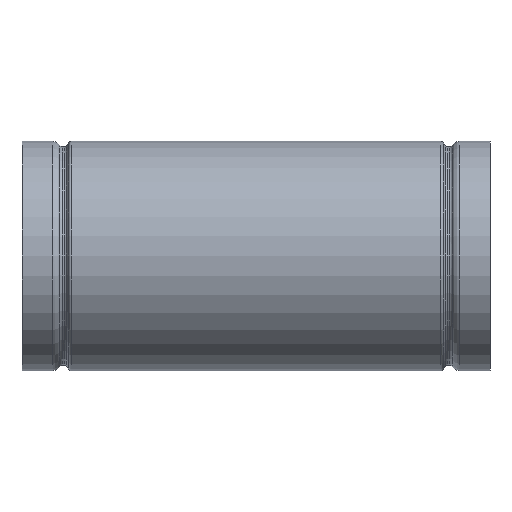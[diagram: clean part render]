
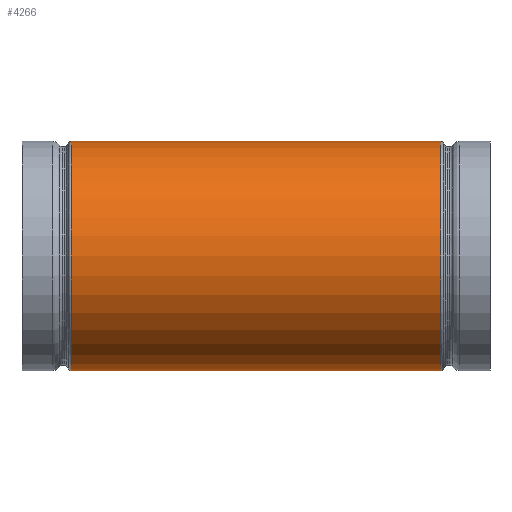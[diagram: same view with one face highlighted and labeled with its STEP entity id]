
A CAD part, front view. The second image highlights one B-rep face of the part: STEP entity #4266.
In plain terms, the highlighted cylindrical face has radius 57.15 mm (diameter 114.3 mm), a full revolution.
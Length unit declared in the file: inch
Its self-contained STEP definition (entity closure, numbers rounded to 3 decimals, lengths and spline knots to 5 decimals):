
#166 = CARTESIAN_POINT ( 'NONE',  ( -3.62349, 2.25, 0. ) ) ;
#243 = CARTESIAN_POINT ( 'NONE',  ( 3.62349, -2.25, 0. ) ) ;
#1275 = AXIS2_PLACEMENT_3D ( 'NONE', #11655, #2567, #6434 ) ;
#1665 = CARTESIAN_POINT ( 'NONE',  ( 2.18398, 2.06903, 0.93259 ) ) ;
#2394 = CARTESIAN_POINT ( 'NONE',  ( -0.3553, 0.3366, 2.25 ) ) ;
#2468 = CARTESIAN_POINT ( 'NONE',  ( -1.06581, 1.00971, 2.09669 ) ) ;
#2533 = CARTESIAN_POINT ( 'NONE',  ( -2.39459, 2.26856, 0.28754 ) ) ;
#2567 = DIRECTION ( 'NONE',  ( 1., 0., 0. ) ) ;
#2890 = B_SPLINE_CURVE_WITH_KNOTS ( 'NONE', 3,
 ( #9546, #14422, #16243, #14353, #6109, #11113, #5903, #2533, #5972, #7842, #2468, #2394, #17660 ),
 .UNSPECIFIED., .F., .F.,
 ( 4, 1, 1, 1, 1, 1, 1, 1, 1, 1, 4 ),
 ( 0., 0.14286, 0.21429, 0.28571, 0.35714, 0.42857, 0.57143, 0.61905, 0.71429, 0.85714, 1. ),
 .UNSPECIFIED. ) ;
#3749 = DIRECTION ( 'NONE',  ( -1., 0., 0. ) ) ;
#3882 = DIRECTION ( 'NONE',  ( 1., 0., 0. ) ) ;
#3949 = DIRECTION ( 'NONE',  ( 0., -1., 0. ) ) ;
#4222 = B_SPLINE_CURVE_WITH_KNOTS ( 'NONE', 3,
 ( #20290, #21885, #15161, #21960, #1665, #6800, #16944, #5022, #8540, #18647, #16863, #18575, #10238 ),
 .UNSPECIFIED., .F., .F.,
 ( 4, 1, 1, 1, 1, 1, 1, 1, 1, 1, 4 ),
 ( 0., 0.14286, 0.28571, 0.38095, 0.42857, 0.57143, 0.64286, 0.71429, 0.78571, 0.85714, 1. ),
 .UNSPECIFIED. ) ;
#4266 = ADVANCED_FACE ( 'NONE', ( #19503, #17889, #20827 ), #12889, .T. ) ;
#4647 = ORIENTED_EDGE ( 'NONE', *, *, #17237, .F. ) ;
#5022 = CARTESIAN_POINT ( 'NONE',  ( 2.15767, 2.0441, -0.98445 ) ) ;
#5903 = CARTESIAN_POINT ( 'NONE',  ( -2.39446, 2.26843, -0.34505 ) ) ;
#5972 = CARTESIAN_POINT ( 'NONE',  ( -2.18398, 2.06903, 0.93259 ) ) ;
#6109 = CARTESIAN_POINT ( 'NONE',  ( -1.8726, 1.77404, -1.41473 ) ) ;
#6434 = DIRECTION ( 'NONE',  ( 0., -1., 0. ) ) ;
#6474 = EDGE_LOOP ( 'NONE', ( #18680, #17083 ) ) ;
#6800 = CARTESIAN_POINT ( 'NONE',  ( 2.39459, 2.26856, 0.28754 ) ) ;
#7275 = VERTEX_POINT ( 'NONE', #166 ) ;
#7335 = DIRECTION ( 'NONE',  ( 0., 1., 0. ) ) ;
#7811 = VERTEX_POINT ( 'NONE', #243 ) ;
#7842 = CARTESIAN_POINT ( 'NONE',  ( -1.82525, 1.72918, 1.5224 ) ) ;
#7966 = EDGE_CURVE ( 'NONE', #10518, #11509, #4222, .T. ) ;
#8540 = CARTESIAN_POINT ( 'NONE',  ( 1.8726, 1.77404, -1.41473 ) ) ;
#9546 = CARTESIAN_POINT ( 'NONE',  ( 0., 0., -2.25 ) ) ;
#9814 = CARTESIAN_POINT ( 'NONE',  ( 0., 0., -2.25 ) ) ;
#9833 = CIRCLE ( 'NONE', #1275, 2.25 ) ;
#10223 = EDGE_LOOP ( 'NONE', ( #4647 ) ) ;
#10238 = CARTESIAN_POINT ( 'NONE',  ( 0., 0., -2.25 ) ) ;
#10518 = VERTEX_POINT ( 'NONE', #10992 ) ;
#10992 = CARTESIAN_POINT ( 'NONE',  ( 0., 0., 2.25 ) ) ;
#11113 = CARTESIAN_POINT ( 'NONE',  ( -2.15767, 2.0441, -0.98445 ) ) ;
#11171 = CIRCLE ( 'NONE', #16772, 2.25 ) ;
#11509 = VERTEX_POINT ( 'NONE', #9814 ) ;
#11551 = ORIENTED_EDGE ( 'NONE', *, *, #15004, .F. ) ;
#11655 = CARTESIAN_POINT ( 'NONE',  ( 3.62349, 0., 0. ) ) ;
#12704 = EDGE_CURVE ( 'NONE', #11509, #10518, #2890, .T. ) ;
#12889 = CYLINDRICAL_SURFACE ( 'NONE', #18179, 2.25 ) ;
#13819 = EDGE_LOOP ( 'NONE', ( #11551 ) ) ;
#14353 = CARTESIAN_POINT ( 'NONE',  ( -1.49322, 1.41463, -1.77386 ) ) ;
#14422 = CARTESIAN_POINT ( 'NONE',  ( -0.3553, 0.3366, -2.25 ) ) ;
#15004 = EDGE_CURVE ( 'NONE', #7811, #7811, #9833, .T. ) ;
#15161 = CARTESIAN_POINT ( 'NONE',  ( 1.06581, 1.00971, 2.09669 ) ) ;
#15725 = CARTESIAN_POINT ( 'NONE',  ( -1.82736, 0., 0. ) ) ;
#16243 = CARTESIAN_POINT ( 'NONE',  ( -0.8879, 0.84117, -2.13467 ) ) ;
#16772 = AXIS2_PLACEMENT_3D ( 'NONE', #17444, #3749, #7335 ) ;
#16863 = CARTESIAN_POINT ( 'NONE',  ( 0.8879, 0.84117, -2.13467 ) ) ;
#16944 = CARTESIAN_POINT ( 'NONE',  ( 2.39446, 2.26843, -0.34505 ) ) ;
#17083 = ORIENTED_EDGE ( 'NONE', *, *, #7966, .F. ) ;
#17237 = EDGE_CURVE ( 'NONE', #7275, #7275, #11171, .T. ) ;
#17444 = CARTESIAN_POINT ( 'NONE',  ( -3.62349, 0., 0. ) ) ;
#17660 = CARTESIAN_POINT ( 'NONE',  ( 0., 0., 2.25 ) ) ;
#17889 = FACE_BOUND ( 'NONE', #6474, .T. ) ;
#18179 = AXIS2_PLACEMENT_3D ( 'NONE', #15725, #3882, #3949 ) ;
#18575 = CARTESIAN_POINT ( 'NONE',  ( 0.3553, 0.3366, -2.25 ) ) ;
#18647 = CARTESIAN_POINT ( 'NONE',  ( 1.49322, 1.41463, -1.77386 ) ) ;
#18680 = ORIENTED_EDGE ( 'NONE', *, *, #12704, .F. ) ;
#19503 = FACE_OUTER_BOUND ( 'NONE', #13819, .T. ) ;
#20290 = CARTESIAN_POINT ( 'NONE',  ( 0., 0., 2.25 ) ) ;
#20827 = FACE_OUTER_BOUND ( 'NONE', #10223, .T. ) ;
#21885 = CARTESIAN_POINT ( 'NONE',  ( 0.3553, 0.3366, 2.25 ) ) ;
#21960 = CARTESIAN_POINT ( 'NONE',  ( 1.82525, 1.72918, 1.5224 ) ) ;
